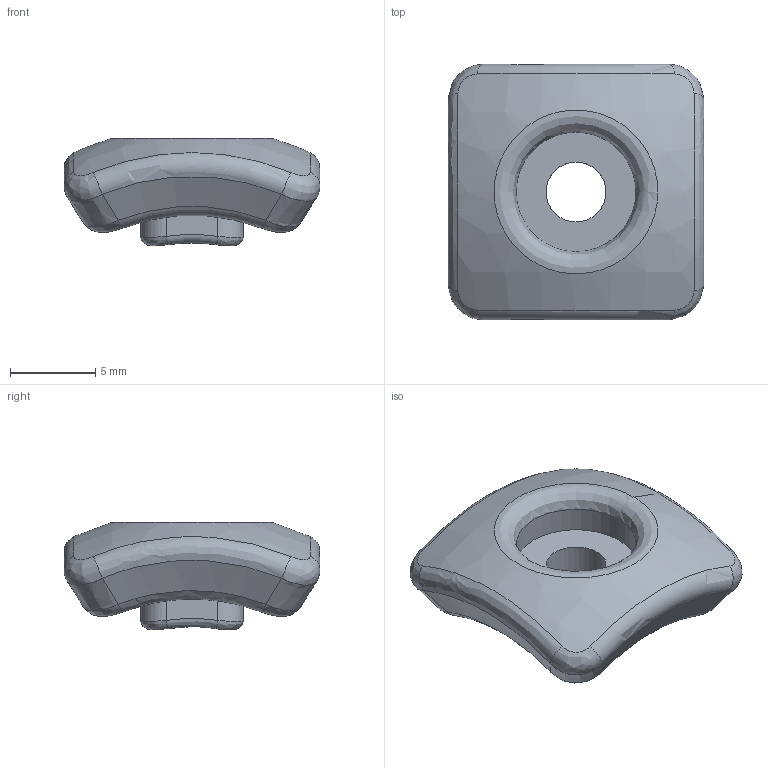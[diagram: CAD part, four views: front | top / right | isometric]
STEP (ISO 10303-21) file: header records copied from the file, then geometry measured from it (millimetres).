
FILE_DESCRIPTION(('STEP AP203'), '1');
FILE_NAME('2', '', ('UNSPECIFIED'), ('UNSPECIFIED'), 'C3D Converter', 'C3D Toolkit', '');
FILE_SCHEMA(('CONFIG_CONTROL_DESIGN'));
Length unit declared in the file: millimetre
Bounding box: 14.98 x 14.98 x 6.3 mm (x, y, z)
Volume: 724.3 mm3; surface area: 689.6 mm2
Topology: 1 solids, 1 shells, 47 faces, 105 edges, 62 vertices
Faces by surface type: bspline 23, cylinder 6, torus 6, plane 5, cone 4, sphere 3
Full cylindrical faces by diameter (mm): 3.5 x1, 7 x1
Entity records: 4176 total; most frequent: CARTESIAN_POINT 2935, ORIENTED_EDGE 202, EDGE_CURVE 101, DIRECTION 100, B_SPLINE_CURVE_WITH_KNOTS 72, VERTEX_POINT 61, EDGE_LOOP 54, COLOUR_RGB 48
